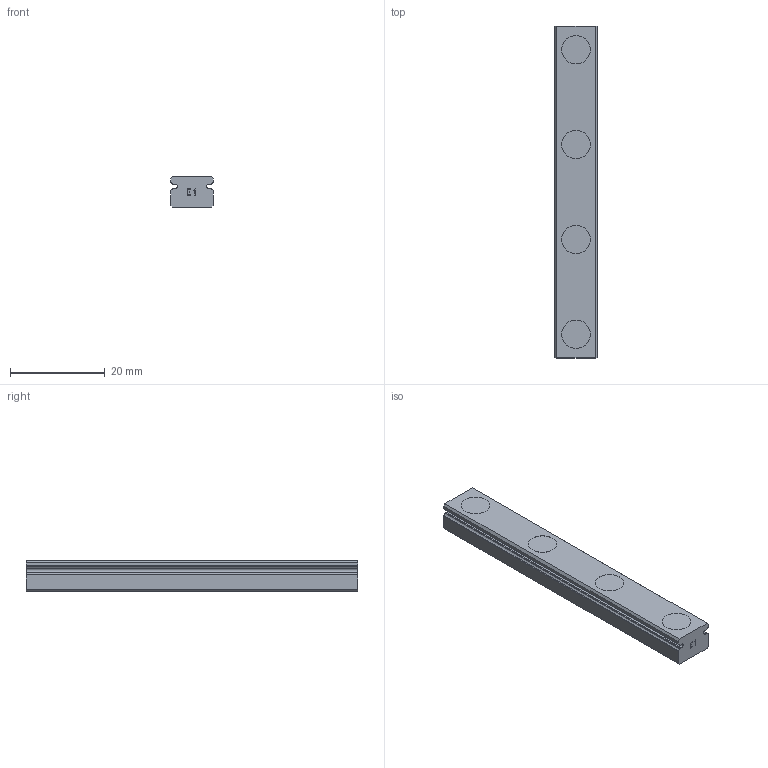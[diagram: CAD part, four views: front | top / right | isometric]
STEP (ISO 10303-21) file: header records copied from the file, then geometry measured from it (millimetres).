
FILE_DESCRIPTION(('STEP AP214'),'1');
FILE_NAME('cctmp_F41299EA-6707-4857-BC35-B5B60069B385_2025_04_09_21_54_07_0332_100872..stp','2025-04-09T19:54:07',('HIWIN GmbH'),('CADClick - www.CADClick.com'),'Spatial InterOp 3D',' ','unknown authorization');
FILE_SCHEMA(('AUTOMOTIVE_DESIGN'));
Length unit declared in the file: millimetre
Products named in the file (2): MGNR09R70HM_FILE; MGNR09R70HM_FILE_1
Assembly tree (1 placements, depth 2):
  MGNR09R70HM_FILE
    MGNR09R70HM_FILE_1
Bounding box: 9 x 70 x 6.5 mm (x, y, z)
Volume: 3405 mm3; surface area: 3000.4 mm2
Topology: 1 solids, 1 shells, 131 faces, 339 edges, 226 vertices
Faces by surface type: plane 91, cylinder 40
Entity records: 5092 total; most frequent: CARTESIAN_POINT 698, DIRECTION 685, ORIENTED_EDGE 678, EDGE_CURVE 339, LINE 259, VECTOR 259, VERTEX_POINT 226, AXIS2_PLACEMENT_3D 213
